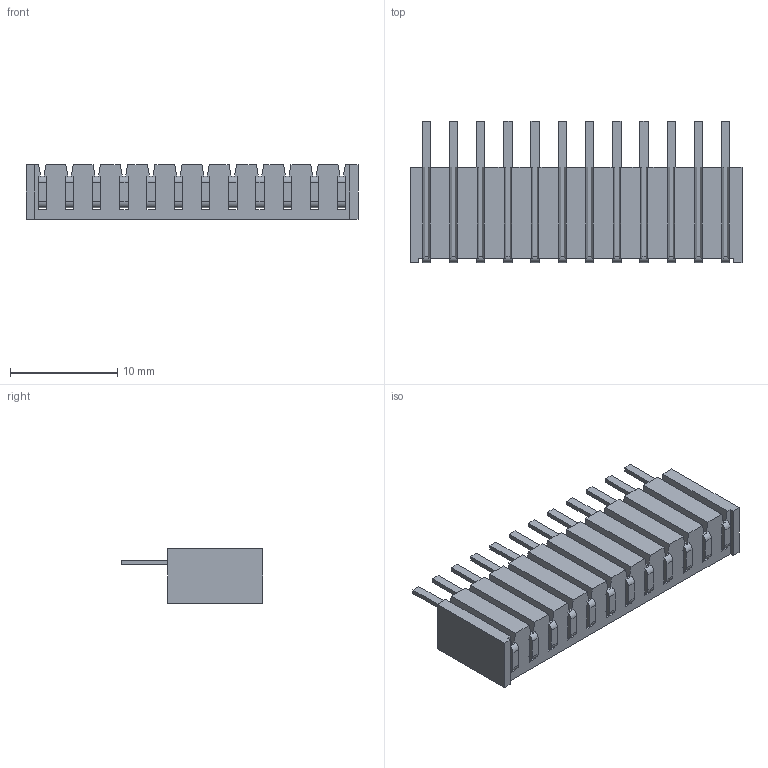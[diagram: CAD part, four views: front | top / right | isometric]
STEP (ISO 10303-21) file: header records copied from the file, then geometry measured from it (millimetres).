
FILE_DESCRIPTION(/* description */ ('STEP AP214'),/* implementation_level */ '2;1');
FILE_NAME(/* name */ 'BSW-112-04-T-S',/* time_stamp */ '2023-11-08T13:01:57+01:00',/* author */ ('License CC BY-ND 4.0'),/* organization */ ('CADENAS'),/* preprocessor_version */ 'ST-DEVELOPER v19.3',/* originating_system */ 'PARTsolutions',/* authorisation */ ' ');
FILE_SCHEMA (('AUTOMOTIVE_DESIGN {1 0 10303 214 3 1 1}'));
Length unit declared in the file: inch
Products named in the file (3): BSW-112-04-T-S; C-8-5-01-12-S; BSW-12-04-S_socket
Assembly tree (2 placements, depth 2):
  BSW-112-04-T-S
    C-8-5-01-12-S
    BSW-12-04-S_socket
Bounding box: 30.99 x 13.21 x 5.08 mm (x, y, z)
Volume: 1369.5 mm3; surface area: 2376.1 mm2
Topology: 2 solids, 2 shells, 384 faces, 1164 edges, 760 vertices
Faces by surface type: plane 336, cylinder 48
Entity records: 12974 total; most frequent: ORIENTED_EDGE 2328, CARTESIAN_POINT 2311, DIRECTION 2034, EDGE_CURVE 1164, LINE 1068, VECTOR 1068, VERTEX_POINT 760, AXIS2_PLACEMENT_3D 483
